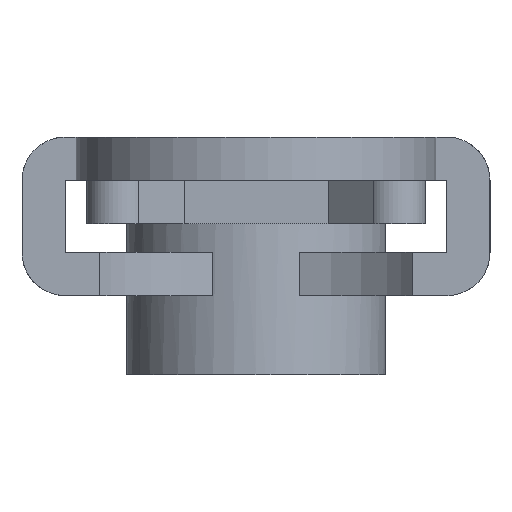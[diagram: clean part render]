
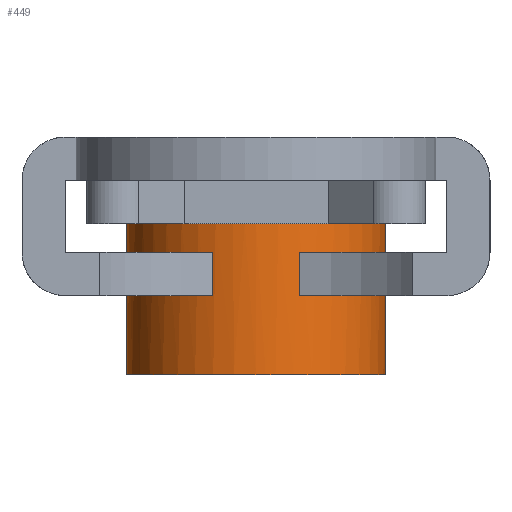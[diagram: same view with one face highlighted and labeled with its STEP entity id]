
A CAD part, left-side view. The second image highlights one B-rep face of the part: STEP entity #449.
In plain terms, the highlighted free-form (B-spline) face has degree [2, 1] with [7, 2] control points.
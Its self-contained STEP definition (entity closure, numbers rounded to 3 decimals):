
#282=CARTESIAN_POINT('',(0.223,1.786,-3.301));
#283=VERTEX_POINT('',#282);
#299=CARTESIAN_POINT('',(0.223,1.786,-1.201));
#300=VERTEX_POINT('',#299);
#301=CARTESIAN_POINT('',(0.223,1.786,-1.201));
#302=CARTESIAN_POINT('',(0.223,1.786,-3.301));
#303=QUASI_UNIFORM_CURVE('',1,(#301,#302),.UNSPECIFIED.,.F.,.U.);
#304=EDGE_CURVE('',#300,#283,#303,.T.);
#321=CARTESIAN_POINT('',(-0.016,-1.8,-1.201));
#322=VERTEX_POINT('',#321);
#338=CARTESIAN_POINT('',(-0.016,-1.8,-3.301));
#339=VERTEX_POINT('',#338);
#340=CARTESIAN_POINT('',(-0.016,-1.8,-1.201));
#341=CARTESIAN_POINT('',(-0.016,-1.8,-3.301));
#342=QUASI_UNIFORM_CURVE('',1,(#340,#341),.UNSPECIFIED.,.F.,.U.);
#343=EDGE_CURVE('',#322,#339,#342,.T.);
#363=CARTESIAN_POINT('',(-0.016,-1.8,-1.149));
#364=CARTESIAN_POINT('',(-1.816,-1.784,-1.149));
#365=CARTESIAN_POINT('',(-1.8,0.016,-1.149));
#366=CARTESIAN_POINT('',(-1.784,1.816,-1.149));
#367=CARTESIAN_POINT('',(0.016,1.8,-1.149));
#368=CARTESIAN_POINT('',(0.12,1.799,-1.149));
#369=CARTESIAN_POINT('',(0.223,1.786,-1.149));
#370=CARTESIAN_POINT('',(-0.016,-1.8,-3.355));
#371=CARTESIAN_POINT('',(-1.816,-1.784,-3.355));
#372=CARTESIAN_POINT('',(-1.8,0.016,-3.355));
#373=CARTESIAN_POINT('',(-1.784,1.816,-3.355));
#374=CARTESIAN_POINT('',(0.016,1.8,-3.355));
#375=CARTESIAN_POINT('',(0.12,1.799,-3.355));
#376=CARTESIAN_POINT('',(0.223,1.786,-3.355));
#384=(BOUNDED_SURFACE()B_SPLINE_SURFACE(2,1,((#363,#370),(#364,#371),(#365,#372),(#366,#373),(#367,#374),(#368,#375),(#369,#376)),.UNSPECIFIED.,.F.,.F.,.U.)B_SPLINE_SURFACE_WITH_KNOTS((3,2,2,3),(2,2),(0.0,1.571,3.142,3.267),(0.0,2.206),.UNSPECIFIED.)GEOMETRIC_REPRESENTATION_ITEM()RATIONAL_B_SPLINE_SURFACE(((1.0,1.0),(0.707,0.707),(1.0,1.0),(0.707,0.707),(1.0,1.0),(0.977,0.977),(0.957,0.957)))REPRESENTATION_ITEM('')SURFACE());
#385=CARTESIAN_POINT('',(-1.8,0.0,-3.301));
#386=VERTEX_POINT('',#385);
#387=CARTESIAN_POINT('',(-1.8,0.0,-3.301));
#388=CARTESIAN_POINT('',(-1.8,1.8,-3.301));
#389=CARTESIAN_POINT('',(0.0,1.8,-3.301));
#390=CARTESIAN_POINT('',(0.112,1.8,-3.301));
#391=CARTESIAN_POINT('',(0.223,1.786,-3.301));
#399=(BOUNDED_CURVE()B_SPLINE_CURVE(2,(#387,#388,#389,#390,#391),.UNSPECIFIED.,.F.,.U.)B_SPLINE_CURVE_WITH_KNOTS((3,2,3),(0.5,0.75,0.771),.UNSPECIFIED.)CURVE()GEOMETRIC_REPRESENTATION_ITEM()RATIONAL_B_SPLINE_CURVE((1.0,0.707,1.0,0.975,0.954))REPRESENTATION_ITEM(''));
#400=EDGE_CURVE('',#386,#283,#399,.T.);
#401=ORIENTED_EDGE('',*,*,#400,.F.);
#402=CARTESIAN_POINT('',(-0.016,-1.8,-3.301));
#403=CARTESIAN_POINT('',(-1.8,-1.784,-3.301));
#404=CARTESIAN_POINT('',(-1.8,0.0,-3.301));
#412=(BOUNDED_CURVE()B_SPLINE_CURVE(2,(#402,#403,#404),.UNSPECIFIED.,.F.,.U.)B_SPLINE_CURVE_WITH_KNOTS((3,3),(0.252,0.5),.UNSPECIFIED.)CURVE()GEOMETRIC_REPRESENTATION_ITEM()RATIONAL_B_SPLINE_CURVE((0.996,0.709,1.0))REPRESENTATION_ITEM(''));
#413=EDGE_CURVE('',#339,#386,#412,.T.);
#414=ORIENTED_EDGE('',*,*,#413,.F.);
#415=ORIENTED_EDGE('',*,*,#343,.F.);
#416=CARTESIAN_POINT('',(-1.8,0.0,-1.201));
#417=VERTEX_POINT('',#416);
#418=CARTESIAN_POINT('',(-1.8,0.0,-1.201));
#419=CARTESIAN_POINT('',(-1.8,-1.784,-1.201));
#420=CARTESIAN_POINT('',(-0.016,-1.8,-1.201));
#428=(BOUNDED_CURVE()B_SPLINE_CURVE(2,(#418,#419,#420),.UNSPECIFIED.,.F.,.U.)B_SPLINE_CURVE_WITH_KNOTS((3,3),(0.0,0.248),.UNSPECIFIED.)CURVE()GEOMETRIC_REPRESENTATION_ITEM()RATIONAL_B_SPLINE_CURVE((1.0,0.709,0.996))REPRESENTATION_ITEM(''));
#429=EDGE_CURVE('',#417,#322,#428,.T.);
#430=ORIENTED_EDGE('',*,*,#429,.F.);
#431=CARTESIAN_POINT('',(0.223,1.786,-1.201));
#432=CARTESIAN_POINT('',(0.112,1.8,-1.201));
#433=CARTESIAN_POINT('',(0.0,1.8,-1.201));
#434=CARTESIAN_POINT('',(-1.8,1.8,-1.201));
#435=CARTESIAN_POINT('',(-1.8,0.0,-1.201));
#443=(BOUNDED_CURVE()B_SPLINE_CURVE(2,(#431,#432,#433,#434,#435),.UNSPECIFIED.,.F.,.U.)B_SPLINE_CURVE_WITH_KNOTS((3,2,3),(0.729,0.75,1.0),.UNSPECIFIED.)CURVE()GEOMETRIC_REPRESENTATION_ITEM()RATIONAL_B_SPLINE_CURVE((0.954,0.975,1.0,0.707,1.0))REPRESENTATION_ITEM(''));
#444=EDGE_CURVE('',#300,#417,#443,.T.);
#445=ORIENTED_EDGE('',*,*,#444,.F.);
#446=ORIENTED_EDGE('',*,*,#304,.T.);
#447=EDGE_LOOP('',(#401,#414,#415,#430,#445,#446));
#448=FACE_OUTER_BOUND('',#447,.T.);
#449=ADVANCED_FACE('',(#448),#384,.T.);
